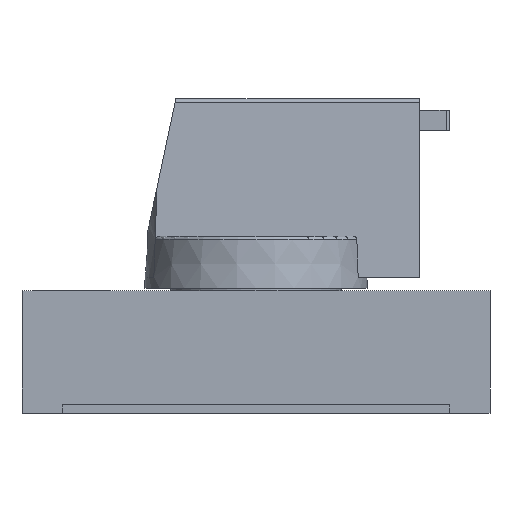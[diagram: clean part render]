
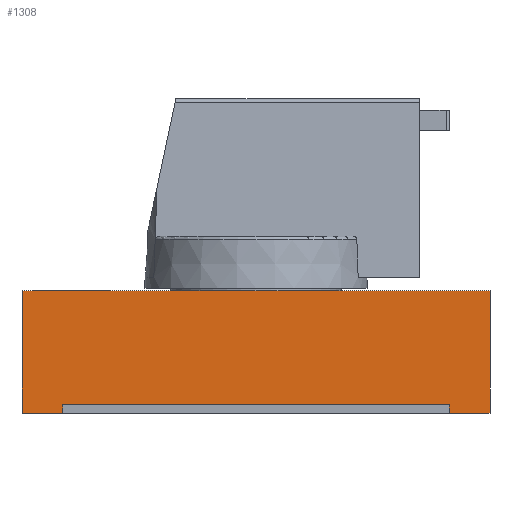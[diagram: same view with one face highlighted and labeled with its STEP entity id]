
A CAD part, front view. The second image highlights one B-rep face of the part: STEP entity #1308.
In plain terms, the highlighted planar face has unit normal (0, -1, 0).
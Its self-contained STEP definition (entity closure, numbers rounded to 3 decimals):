
#1308=ADVANCED_FACE('',(#3401),#3402,.F.);
#1794=VERTEX_POINT('',#3890);
#1804=VERTEX_POINT('',#3900);
#1808=EDGE_CURVE('',#1804,#1794,#3904,.T.);
#2758=VERTEX_POINT('',#4854);
#2762=EDGE_CURVE('',#1804,#2758,#4858,.T.);
#2770=VERTEX_POINT('',#4866);
#2774=VERTEX_POINT('',#4870);
#2776=EDGE_CURVE('',#2770,#2774,#4872,.T.);
#2786=VERTEX_POINT('',#4882);
#2790=EDGE_CURVE('',#2786,#2758,#4886,.T.);
#2798=EDGE_CURVE('',#1794,#2770,#4894,.T.);
#2836=VERTEX_POINT('',#4932);
#2838=EDGE_CURVE('',#2786,#2836,#4934,.T.);
#2846=VERTEX_POINT('',#4942);
#2848=EDGE_CURVE('',#2836,#2846,#4944,.T.);
#2860=EDGE_CURVE('',#2846,#2774,#4956,.T.);
#3401=FACE_OUTER_BOUND('',#5487,.T.);
#3402=PLANE('',#5488);
#3890=CARTESIAN_POINT('',(63.0,5.5,16.5));
#3900=CARTESIAN_POINT('',(0.0,5.5,16.5));
#3904=LINE('',#6339,#6340);
#4854=CARTESIAN_POINT('',(0.0,5.5,0.0));
#4858=LINE('',#7796,#7797);
#4866=CARTESIAN_POINT('',(63.0,5.5,0.0));
#4870=CARTESIAN_POINT('',(57.5,5.5,0.0));
#4872=LINE('',#7818,#7819);
#4882=CARTESIAN_POINT('',(5.5,5.5,0.0));
#4886=LINE('',#7840,#7841);
#4894=LINE('',#7854,#7855);
#4932=CARTESIAN_POINT('',(5.5,5.5,1.1));
#4934=LINE('',#7916,#7917);
#4942=CARTESIAN_POINT('',(57.5,5.5,1.1));
#4944=LINE('',#7932,#7933);
#4956=LINE('',#7954,#7955);
#5487=EDGE_LOOP('',(#9547,#9548,#9549,#9550,#9551,#9552,#9553,#9554));
#5488=AXIS2_PLACEMENT_3D('',#9555,#9556,#9557);
#6339=CARTESIAN_POINT('',(31.5,5.5,16.5));
#6340=VECTOR('',#9779,1.0);
#7796=CARTESIAN_POINT('',(0.0,5.5,8.25));
#7797=VECTOR('',#10203,1.0);
#7818=CARTESIAN_POINT('',(31.5,5.5,0.0));
#7819=VECTOR('',#10207,1.0);
#7840=CARTESIAN_POINT('',(31.5,5.5,0.0));
#7841=VECTOR('',#10211,1.0);
#7854=CARTESIAN_POINT('',(63.0,5.5,8.25));
#7855=VECTOR('',#10214,1.0);
#7916=CARTESIAN_POINT('',(5.5,5.5,4.4));
#7917=VECTOR('',#10225,1.0);
#7932=CARTESIAN_POINT('',(31.5,5.5,1.1));
#7933=VECTOR('',#10228,1.0);
#7954=CARTESIAN_POINT('',(57.5,5.5,4.4));
#7955=VECTOR('',#10233,1.0);
#9547=ORIENTED_EDGE('',*,*,#2838,.T.);
#9548=ORIENTED_EDGE('',*,*,#2848,.T.);
#9549=ORIENTED_EDGE('',*,*,#2860,.T.);
#9550=ORIENTED_EDGE('',*,*,#2776,.F.);
#9551=ORIENTED_EDGE('',*,*,#2798,.F.);
#9552=ORIENTED_EDGE('',*,*,#1808,.F.);
#9553=ORIENTED_EDGE('',*,*,#2762,.T.);
#9554=ORIENTED_EDGE('',*,*,#2790,.F.);
#9555=CARTESIAN_POINT('',(31.5,5.5,8.25));
#9556=DIRECTION('',(-0.0,1.0,0.0));
#9557=DIRECTION('',(1.0,0.0,0.0));
#9779=DIRECTION('',(1.0,0.0,0.0));
#10203=DIRECTION('',(0.0,0.0,-1.0));
#10207=DIRECTION('',(-1.0,0.0,0.0));
#10211=DIRECTION('',(-1.0,0.0,0.0));
#10214=DIRECTION('',(0.0,0.0,-1.0));
#10225=DIRECTION('',(0.0,0.0,1.0));
#10228=DIRECTION('',(1.0,0.0,0.0));
#10233=DIRECTION('',(0.0,0.0,-1.0));
